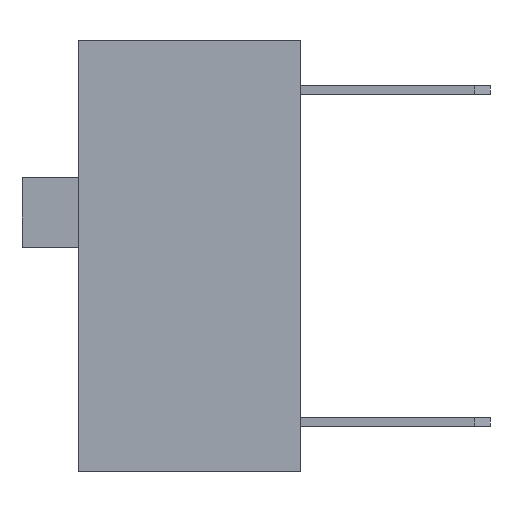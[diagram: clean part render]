
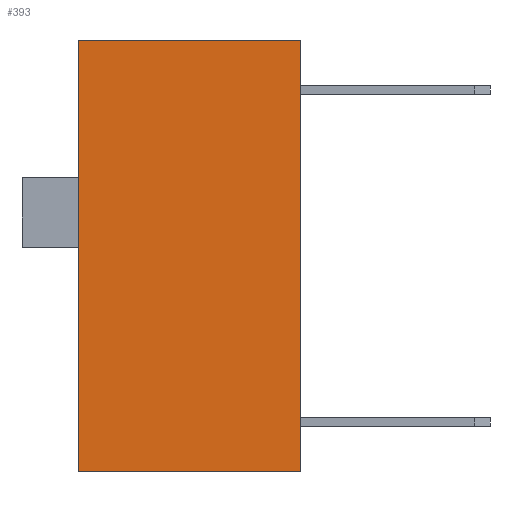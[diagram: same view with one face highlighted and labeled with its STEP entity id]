
A CAD part, left-side view. The second image highlights one B-rep face of the part: STEP entity #393.
In plain terms, the highlighted planar face has unit normal (-1, 0, 0).
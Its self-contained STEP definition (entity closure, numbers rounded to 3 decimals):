
#23 = VECTOR ( 'NONE', #817, 1000. ) ;
#25 = DIRECTION ( 'NONE',  ( 0., 0., -1. ) ) ;
#83 = VECTOR ( 'NONE', #1262, 1000. ) ;
#84 = VECTOR ( 'NONE', #25, 1000. ) ;
#140 = VERTEX_POINT ( 'NONE', #1327 ) ;
#193 = LINE ( 'NONE', #290, #23 ) ;
#224 = CARTESIAN_POINT ( 'NONE',  ( 0., 0., -9.9 ) ) ;
#290 = CARTESIAN_POINT ( 'NONE',  ( 0., 5.1, 0. ) ) ;
#302 = ORIENTED_EDGE ( 'NONE', *, *, #902, .F. ) ;
#336 = VERTEX_POINT ( 'NONE', #1029 ) ;
#393 = ADVANCED_FACE ( 'NONE', ( #599 ), #944, .F. ) ;
#431 = EDGE_CURVE ( 'NONE', #1116, #140, #1084, .T. ) ;
#548 = DIRECTION ( 'NONE',  ( 1., 0., 0. ) ) ;
#589 = ORIENTED_EDGE ( 'NONE', *, *, #1034, .F. ) ;
#599 = FACE_OUTER_BOUND ( 'NONE', #969, .T. ) ;
#602 = LINE ( 'NONE', #822, #83 ) ;
#621 = AXIS2_PLACEMENT_3D ( 'NONE', #751, #548, #1273 ) ;
#656 = DIRECTION ( 'NONE',  ( 0., 1., 0. ) ) ;
#713 = VECTOR ( 'NONE', #656, 1000. ) ;
#751 = CARTESIAN_POINT ( 'NONE',  ( 0., 5.1, -9.9 ) ) ;
#817 = DIRECTION ( 'NONE',  ( 0., -1., 0. ) ) ;
#822 = CARTESIAN_POINT ( 'NONE',  ( 0., 5.1, -9.9 ) ) ;
#902 = EDGE_CURVE ( 'NONE', #336, #910, #193, .T. ) ;
#910 = VERTEX_POINT ( 'NONE', #1121 ) ;
#928 = ORIENTED_EDGE ( 'NONE', *, *, #1146, .F. ) ;
#944 = PLANE ( 'NONE',  #621 ) ;
#959 = ORIENTED_EDGE ( 'NONE', *, *, #431, .F. ) ;
#969 = EDGE_LOOP ( 'NONE', ( #589, #959, #928, #302 ) ) ;
#1027 = LINE ( 'NONE', #224, #84 ) ;
#1029 = CARTESIAN_POINT ( 'NONE',  ( 0., 5.1, 0. ) ) ;
#1034 = EDGE_CURVE ( 'NONE', #140, #336, #602, .T. ) ;
#1060 = CARTESIAN_POINT ( 'NONE',  ( 0., 5.1, -9.9 ) ) ;
#1084 = LINE ( 'NONE', #1060, #713 ) ;
#1116 = VERTEX_POINT ( 'NONE', #1251 ) ;
#1121 = CARTESIAN_POINT ( 'NONE',  ( 0., 0., 0. ) ) ;
#1146 = EDGE_CURVE ( 'NONE', #910, #1116, #1027, .T. ) ;
#1251 = CARTESIAN_POINT ( 'NONE',  ( 0., 0., -9.9 ) ) ;
#1262 = DIRECTION ( 'NONE',  ( 0., 0., 1. ) ) ;
#1273 = DIRECTION ( 'NONE',  ( 0., 0., -1. ) ) ;
#1327 = CARTESIAN_POINT ( 'NONE',  ( 0., 5.1, -9.9 ) ) ;
